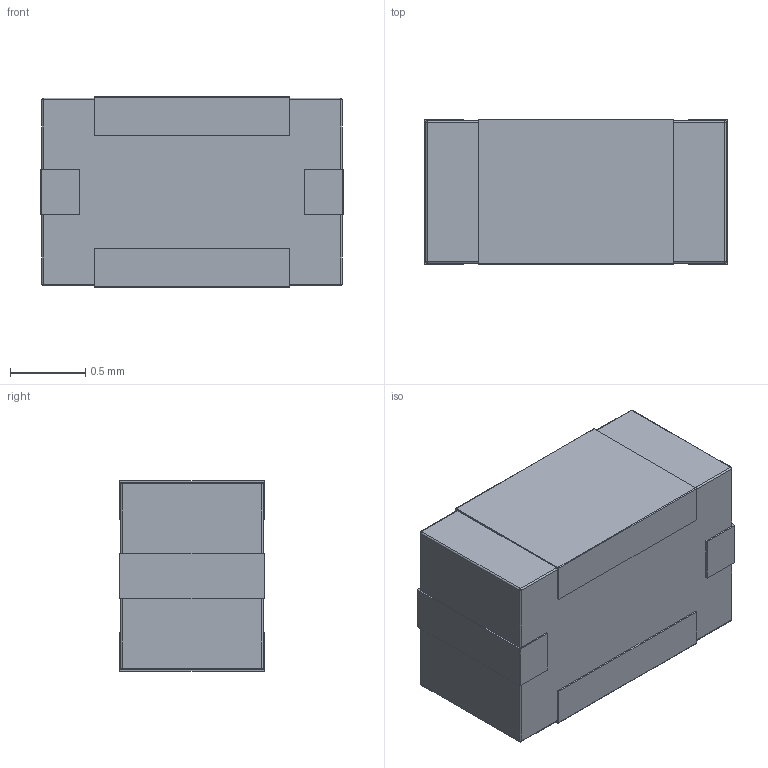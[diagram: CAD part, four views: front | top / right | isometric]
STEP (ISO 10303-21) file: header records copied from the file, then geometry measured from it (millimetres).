
FILE_DESCRIPTION (( 'STEP AP214' ), '1' );
FILE_NAME ('Johanson 2.0x1.5 4 terminal filter.STEP', '2013-01-28T06:26:18', ( 'MARK' ), ( '' ), 'SwSTEP 2.0', 'SolidWorks 2012', '' );
FILE_SCHEMA (( 'AUTOMOTIVE_DESIGN' ));
Length unit declared in the file: millimetre
Products named in the file (1): Johanson 2.0x1.5 4 terminal filter
Bounding box: 2.02 x 0.97 x 1.27 mm (x, y, z)
Volume: 2.4 mm3; surface area: 11.4 mm2
Topology: 1 solids, 1 shells, 75 faces, 204 edges, 124 vertices
Faces by surface type: plane 39, cylinder 28, sphere 8
Entity records: 2727 total; most frequent: DIRECTION 404, CARTESIAN_POINT 396, ORIENTED_EDGE 392, EDGE_CURVE 196, VECTOR 140, LINE 140, AXIS2_PLACEMENT_3D 132, VERTEX_POINT 124
